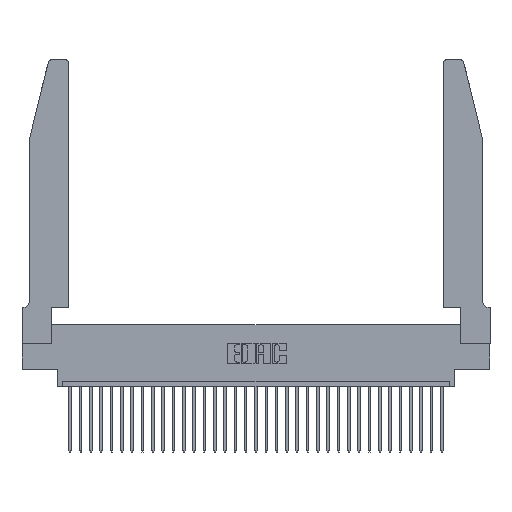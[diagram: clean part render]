
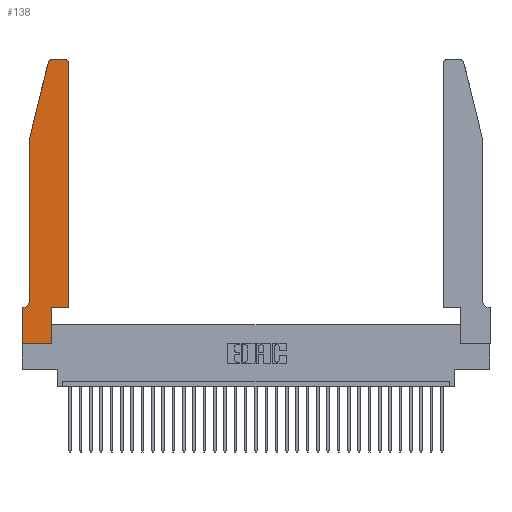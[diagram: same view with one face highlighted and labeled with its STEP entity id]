
A CAD part, top view. The second image highlights one B-rep face of the part: STEP entity #138.
In plain terms, the highlighted planar face has unit normal (0, 0, 1).
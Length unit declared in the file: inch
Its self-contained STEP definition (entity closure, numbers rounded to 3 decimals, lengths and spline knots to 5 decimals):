
#97 = EDGE_CURVE ( 'NONE', #10742, #869, #19698, .T. ) ;
#138 = ADVANCED_FACE ( 'NONE', ( #24906 ), #5858, .T. ) ;
#259 = CARTESIAN_POINT ( 'NONE',  ( 0.4505, 0.35, 0.37 ) ) ;
#377 = DIRECTION ( 'NONE',  ( 1., 0., 0. ) ) ;
#492 = CARTESIAN_POINT ( 'NONE',  ( 0., 0.35, 0.37 ) ) ;
#748 = LINE ( 'NONE', #928, #2379 ) ;
#869 = VERTEX_POINT ( 'NONE', #24028 ) ;
#928 = CARTESIAN_POINT ( 'NONE',  ( 0.4505, 0.35, 0.37 ) ) ;
#963 = CARTESIAN_POINT ( 'NONE',  ( 0.0055, 0.42, 0.37 ) ) ;
#1093 = CARTESIAN_POINT ( 'NONE',  ( 0.0755, 0.35, 0.37 ) ) ;
#1902 = CARTESIAN_POINT ( 'NONE',  ( 0., 0.35, 0.37 ) ) ;
#2075 = AXIS2_PLACEMENT_3D ( 'NONE', #7467, #27818, #30391 ) ;
#2275 = VERTEX_POINT ( 'NONE', #7629 ) ;
#2379 = VECTOR ( 'NONE', #8898, 39.37008 ) ;
#2383 = CARTESIAN_POINT ( 'NONE',  ( 0.25487, 2.72718, 0.37 ) ) ;
#2557 = DIRECTION ( 'NONE',  ( 0., 1., 0. ) ) ;
#2893 = DIRECTION ( 'NONE',  ( 0., -1., 0. ) ) ;
#3498 = DIRECTION ( 'NONE',  ( 1., 0., 0. ) ) ;
#3591 = DIRECTION ( 'NONE',  ( -1., 0., 0. ) ) ;
#4140 = CARTESIAN_POINT ( 'NONE',  ( 0.4505, 0.35, 0.37 ) ) ;
#4265 = EDGE_LOOP ( 'NONE', ( #19275, #12537, #9252, #30839, #22253, #9475, #4407, #30753, #18885, #21411, #9508, #13395 ) ) ;
#4407 = ORIENTED_EDGE ( 'NONE', *, *, #15891, .T. ) ;
#4592 = EDGE_CURVE ( 'NONE', #15377, #11310, #7700, .T. ) ;
#4836 = DIRECTION ( 'NONE',  ( 1., 0., 0. ) ) ;
#4912 = EDGE_CURVE ( 'NONE', #11310, #28224, #748, .T. ) ;
#5067 = AXIS2_PLACEMENT_3D ( 'NONE', #492, #23823, #377 ) ;
#5571 = VECTOR ( 'NONE', #2557, 39.37008 ) ;
#5771 = LINE ( 'NONE', #29811, #32328 ) ;
#5858 = PLANE ( 'NONE',  #5067 ) ;
#7467 = CARTESIAN_POINT ( 'NONE',  ( 0.284, 2.72, 0.37 ) ) ;
#7629 = CARTESIAN_POINT ( 'NONE',  ( 0.4205, 2.75, 0.37 ) ) ;
#7634 = VERTEX_POINT ( 'NONE', #2383 ) ;
#7700 = LINE ( 'NONE', #4140, #23338 ) ;
#8691 = VECTOR ( 'NONE', #16357, 39.37008 ) ;
#8898 = DIRECTION ( 'NONE',  ( 0., 1., 0. ) ) ;
#8981 = EDGE_CURVE ( 'NONE', #869, #26403, #21286, .T. ) ;
#9252 = ORIENTED_EDGE ( 'NONE', *, *, #16279, .T. ) ;
#9475 = ORIENTED_EDGE ( 'NONE', *, *, #12165, .T. ) ;
#9508 = ORIENTED_EDGE ( 'NONE', *, *, #4912, .T. ) ;
#9568 = CARTESIAN_POINT ( 'NONE',  ( 0., 0., 0.37 ) ) ;
#9686 = DIRECTION ( 'NONE',  ( 1., 0., 0. ) ) ;
#9783 = CARTESIAN_POINT ( 'NONE',  ( 0.0055, 0.35, 0.37 ) ) ;
#10230 = LINE ( 'NONE', #18328, #23448 ) ;
#10348 = EDGE_CURVE ( 'NONE', #26990, #15377, #12440, .T. ) ;
#10742 = VERTEX_POINT ( 'NONE', #33174 ) ;
#11286 = CARTESIAN_POINT ( 'NONE',  ( 0., 0., 0.37 ) ) ;
#11310 = VERTEX_POINT ( 'NONE', #259 ) ;
#12165 = EDGE_CURVE ( 'NONE', #26403, #26286, #15920, .T. ) ;
#12440 = LINE ( 'NONE', #33435, #5571 ) ;
#12537 = ORIENTED_EDGE ( 'NONE', *, *, #16876, .T. ) ;
#12613 = VECTOR ( 'NONE', #24916, 39.37008 ) ;
#13322 = CARTESIAN_POINT ( 'NONE',  ( 0.0755, 2., 0.37 ) ) ;
#13395 = ORIENTED_EDGE ( 'NONE', *, *, #26761, .T. ) ;
#14441 = DIRECTION ( 'NONE',  ( -1., 0., 0. ) ) ;
#15057 = AXIS2_PLACEMENT_3D ( 'NONE', #963, #19028, #3591 ) ;
#15377 = VERTEX_POINT ( 'NONE', #30504 ) ;
#15736 = EDGE_CURVE ( 'NONE', #2275, #28600, #5771, .T. ) ;
#15891 = EDGE_CURVE ( 'NONE', #26286, #16045, #10230, .T. ) ;
#15920 = LINE ( 'NONE', #1093, #8691 ) ;
#16045 = VERTEX_POINT ( 'NONE', #11286 ) ;
#16279 = EDGE_CURVE ( 'NONE', #7634, #10742, #26231, .T. ) ;
#16357 = DIRECTION ( 'NONE',  ( -1., 0., 0. ) ) ;
#16876 = EDGE_CURVE ( 'NONE', #28600, #7634, #28198, .T. ) ;
#17286 = CARTESIAN_POINT ( 'NONE',  ( 0.0755, 2., 0.37 ) ) ;
#18328 = CARTESIAN_POINT ( 'NONE',  ( 0., 0., 0.37 ) ) ;
#18721 = DIRECTION ( 'NONE',  ( 0., 0., 1. ) ) ;
#18885 = ORIENTED_EDGE ( 'NONE', *, *, #10348, .T. ) ;
#19028 = DIRECTION ( 'NONE',  ( 0., 0., -1. ) ) ;
#19275 = ORIENTED_EDGE ( 'NONE', *, *, #15736, .T. ) ;
#19698 = LINE ( 'NONE', #13322, #31788 ) ;
#21286 = CIRCLE ( 'NONE', #15057, 0.07 ) ;
#21411 = ORIENTED_EDGE ( 'NONE', *, *, #4592, .T. ) ;
#21838 = CARTESIAN_POINT ( 'NONE',  ( 0.2865, 0., 0.37 ) ) ;
#22233 = CARTESIAN_POINT ( 'NONE',  ( 0.4505, 2.72, 0.37 ) ) ;
#22253 = ORIENTED_EDGE ( 'NONE', *, *, #8981, .T. ) ;
#22770 = EDGE_CURVE ( 'NONE', #16045, #26990, #23445, .T. ) ;
#23338 = VECTOR ( 'NONE', #4836, 39.37008 ) ;
#23445 = LINE ( 'NONE', #9568, #23839 ) ;
#23448 = VECTOR ( 'NONE', #2893, 39.37008 ) ;
#23707 = DIRECTION ( 'NONE',  ( 0., -1., 0. ) ) ;
#23755 = CARTESIAN_POINT ( 'NONE',  ( 0.4205, 2.72, 0.37 ) ) ;
#23823 = DIRECTION ( 'NONE',  ( 0., 0., 1. ) ) ;
#23839 = VECTOR ( 'NONE', #9686, 39.37008 ) ;
#24028 = CARTESIAN_POINT ( 'NONE',  ( 0.0755, 0.42, 0.37 ) ) ;
#24906 = FACE_OUTER_BOUND ( 'NONE', #4265, .T. ) ;
#24916 = DIRECTION ( 'NONE',  ( -0.239, -0.971, 0. ) ) ;
#25348 = CIRCLE ( 'NONE', #28912, 0.03 ) ;
#26231 = LINE ( 'NONE', #17286, #12613 ) ;
#26286 = VERTEX_POINT ( 'NONE', #1902 ) ;
#26403 = VERTEX_POINT ( 'NONE', #9783 ) ;
#26761 = EDGE_CURVE ( 'NONE', #28224, #2275, #25348, .T. ) ;
#26990 = VERTEX_POINT ( 'NONE', #21838 ) ;
#27818 = DIRECTION ( 'NONE',  ( 0., 0., 1. ) ) ;
#28198 = CIRCLE ( 'NONE', #2075, 0.03 ) ;
#28224 = VERTEX_POINT ( 'NONE', #22233 ) ;
#28600 = VERTEX_POINT ( 'NONE', #29075 ) ;
#28912 = AXIS2_PLACEMENT_3D ( 'NONE', #23755, #18721, #3498 ) ;
#29075 = CARTESIAN_POINT ( 'NONE',  ( 0.284, 2.75, 0.37 ) ) ;
#29811 = CARTESIAN_POINT ( 'NONE',  ( 0.2605, 2.75, 0.37 ) ) ;
#30391 = DIRECTION ( 'NONE',  ( 1., 0., 0. ) ) ;
#30504 = CARTESIAN_POINT ( 'NONE',  ( 0.2865, 0.35, 0.37 ) ) ;
#30753 = ORIENTED_EDGE ( 'NONE', *, *, #22770, .T. ) ;
#30839 = ORIENTED_EDGE ( 'NONE', *, *, #97, .T. ) ;
#31788 = VECTOR ( 'NONE', #23707, 39.37008 ) ;
#32328 = VECTOR ( 'NONE', #14441, 39.37008 ) ;
#33174 = CARTESIAN_POINT ( 'NONE',  ( 0.0755, 2., 0.37 ) ) ;
#33435 = CARTESIAN_POINT ( 'NONE',  ( 0.2865, 0.35, 0.37 ) ) ;
